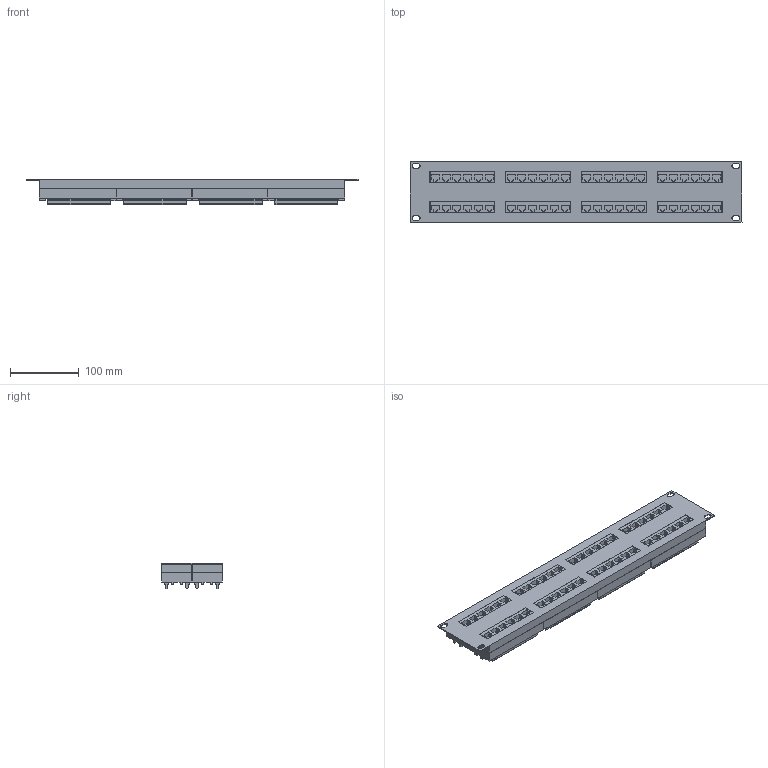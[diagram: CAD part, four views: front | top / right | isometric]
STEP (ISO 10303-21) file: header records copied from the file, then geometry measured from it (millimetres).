
FILE_DESCRIPTION (( 'STEP AP203' ), '1' );
FILE_NAME ('PP48-2UC5EU-D05 ITK 2U ïàò÷-ïàíåëü êàò.5Å UTP, 48 ïîðòîâ (Dual).STEP', '2016-08-31T11:25:43', ( '' ), ( '' ), 'SwSTEP 2.0', 'SolidWorks 2014', '' );
FILE_SCHEMA (( 'CONFIG_CONTROL_DESIGN' ));
Length unit declared in the file: millimetre
Products named in the file (2): PP48-2UC5EU-D05 ITK 2U ïàò÷-ïàíåëü êàò.5Å UTP, 48 ïîðòîâ (Dual)
Bounding box: 482 x 88 x 37.5 mm (x, y, z)
Volume: 1100383 mm3; surface area: 196544.5 mm2
Topology: 1 solids, 1 shells, 1157 faces, 3225 edges, 2150 vertices
Faces by surface type: plane 1145, cylinder 12
Entity records: 36494 total; most frequent: CARTESIAN_POINT 6534, ORIENTED_EDGE 6450, DIRECTION 5567, EDGE_CURVE 3225, LINE 3201, VECTOR 3201, VERTEX_POINT 2150, EDGE_LOOP 1245
